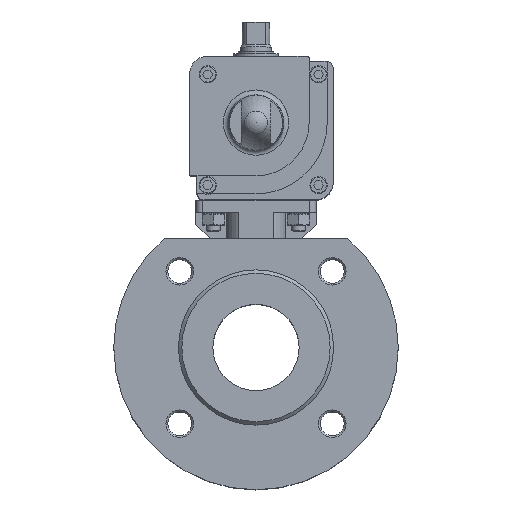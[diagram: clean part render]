
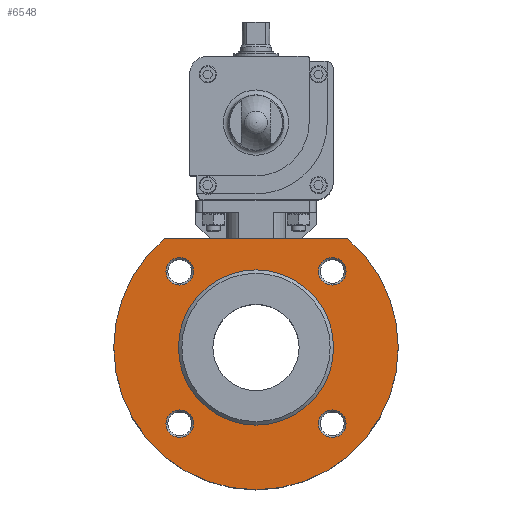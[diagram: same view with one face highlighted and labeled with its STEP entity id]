
A CAD part, top view. The second image highlights one B-rep face of the part: STEP entity #6548.
In plain terms, the highlighted face is planar.
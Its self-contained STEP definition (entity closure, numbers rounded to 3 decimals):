
#251=CIRCLE('',#7074,82.5);
#252=CIRCLE('',#7076,45.);
#253=CIRCLE('',#7077,8.);
#254=CIRCLE('',#7078,8.);
#255=CIRCLE('',#7079,8.);
#256=CIRCLE('',#7080,8.);
#794=ORIENTED_EDGE('',*,*,#2532,.F.);
#795=ORIENTED_EDGE('',*,*,#2533,.F.);
#796=ORIENTED_EDGE('',*,*,#2534,.F.);
#797=ORIENTED_EDGE('',*,*,#2535,.F.);
#798=ORIENTED_EDGE('',*,*,#2536,.F.);
#799=ORIENTED_EDGE('',*,*,#2496,.F.);
#800=ORIENTED_EDGE('',*,*,#2531,.T.);
#2496=EDGE_CURVE('',#3366,#3367,#4028,.T.);
#2531=EDGE_CURVE('',#3366,#3367,#251,.T.);
#2532=EDGE_CURVE('',#3392,#3392,#252,.T.);
#2533=EDGE_CURVE('',#3393,#3393,#253,.T.);
#2534=EDGE_CURVE('',#3394,#3394,#254,.T.);
#2535=EDGE_CURVE('',#3395,#3395,#255,.T.);
#2536=EDGE_CURVE('',#3396,#3396,#256,.T.);
#3366=VERTEX_POINT('',#9969);
#3367=VERTEX_POINT('',#9971);
#3392=VERTEX_POINT('',#10038);
#3393=VERTEX_POINT('',#10040);
#3394=VERTEX_POINT('',#10042);
#3395=VERTEX_POINT('',#10044);
#3396=VERTEX_POINT('',#10046);
#4028=LINE('',#9970,#4580);
#4580=VECTOR('',#7896,1000.);
#5090=EDGE_LOOP('',(#794));
#5091=EDGE_LOOP('',(#795));
#5092=EDGE_LOOP('',(#796));
#5093=EDGE_LOOP('',(#797));
#5094=EDGE_LOOP('',(#798));
#5095=EDGE_LOOP('',(#799,#800));
#5706=FACE_BOUND('',#5090,.T.);
#5707=FACE_BOUND('',#5091,.T.);
#5708=FACE_BOUND('',#5092,.T.);
#5709=FACE_BOUND('',#5093,.T.);
#5710=FACE_BOUND('',#5094,.T.);
#5711=FACE_BOUND('',#5095,.T.);
#6319=PLANE('',#7075);
#6548=ADVANCED_FACE('',(#5706,#5707,#5708,#5709,#5710,#5711),#6319,.F.);
#7074=AXIS2_PLACEMENT_3D('',#10035,#7962,#7963);
#7075=AXIS2_PLACEMENT_3D('',#10036,#7964,#7965);
#7076=AXIS2_PLACEMENT_3D('',#10037,#7966,#7967);
#7077=AXIS2_PLACEMENT_3D('',#10039,#7968,#7969);
#7078=AXIS2_PLACEMENT_3D('',#10041,#7970,#7971);
#7079=AXIS2_PLACEMENT_3D('',#10043,#7972,#7973);
#7080=AXIS2_PLACEMENT_3D('',#10045,#7974,#7975);
#7896=DIRECTION('',(-1.,0.,0.));
#7962=DIRECTION('',(0.,0.,-1.));
#7963=DIRECTION('',(-1.,0.,0.));
#7964=DIRECTION('',(0.,0.,1.));
#7965=DIRECTION('',(1.,0.,0.));
#7966=DIRECTION('',(0.,0.,-1.));
#7967=DIRECTION('',(-1.,0.,0.));
#7968=DIRECTION('',(0.,0.,-1.));
#7969=DIRECTION('',(-1.,0.,0.));
#7970=DIRECTION('',(0.,0.,-1.));
#7971=DIRECTION('',(-1.,0.,0.));
#7972=DIRECTION('',(0.,0.,-1.));
#7973=DIRECTION('',(-1.,0.,0.));
#7974=DIRECTION('',(0.,0.,-1.));
#7975=DIRECTION('',(-1.,0.,0.));
#9969=CARTESIAN_POINT('',(53.266,63.,-37.));
#9970=CARTESIAN_POINT('',(0.,63.,-37.));
#9971=CARTESIAN_POINT('',(-53.266,63.,-37.));
#10035=CARTESIAN_POINT('',(0.,0.,-37.));
#10036=CARTESIAN_POINT('',(0.,82.5,-37.));
#10037=CARTESIAN_POINT('',(0.,0.,-37.));
#10038=CARTESIAN_POINT('',(-45.,0.,-37.));
#10039=CARTESIAN_POINT('',(44.194,44.194,-37.));
#10040=CARTESIAN_POINT('',(36.194,44.194,-37.));
#10041=CARTESIAN_POINT('',(44.194,-44.194,-37.));
#10042=CARTESIAN_POINT('',(36.194,-44.194,-37.));
#10043=CARTESIAN_POINT('',(-44.194,-44.194,-37.));
#10044=CARTESIAN_POINT('',(-52.194,-44.194,-37.));
#10045=CARTESIAN_POINT('',(-44.194,44.194,-37.));
#10046=CARTESIAN_POINT('',(-52.194,44.194,-37.));
